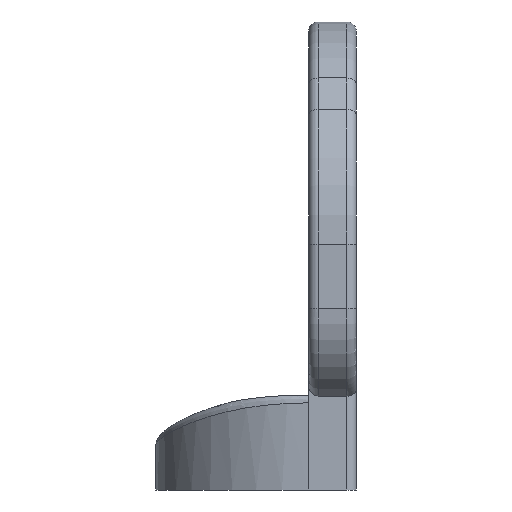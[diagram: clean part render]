
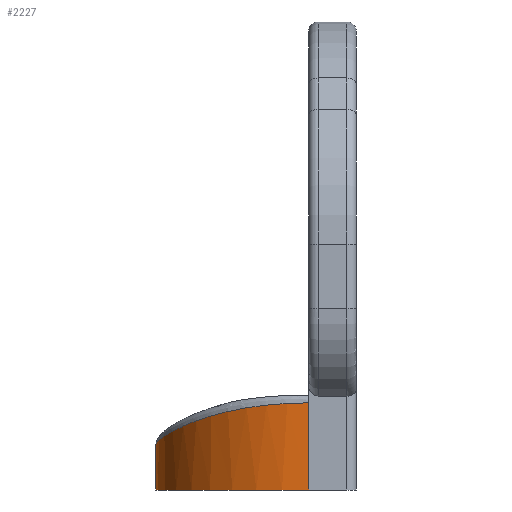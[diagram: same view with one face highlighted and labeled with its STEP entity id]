
A CAD part, left-side view. The second image highlights one B-rep face of the part: STEP entity #2227.
In plain terms, the highlighted cylindrical face has radius 16 mm (diameter 32 mm), a partial arc.
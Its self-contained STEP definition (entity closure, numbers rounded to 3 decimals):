
#131 = CARTESIAN_POINT ( 'NONE',  ( 8.183, 13.086, -40.696 ) ) ;
#161 = CARTESIAN_POINT ( 'NONE',  ( 13.989, 18.888, -42.647 ) ) ;
#201 = CARTESIAN_POINT ( 'NONE',  ( 6.107, 7.139, -39.917 ) ) ;
#206 = DIRECTION ( 'NONE',  ( 1., 0., 0. ) ) ;
#570 = DIRECTION ( 'NONE',  ( -1., 0., 0. ) ) ;
#659 = CARTESIAN_POINT ( 'NONE',  ( 20.94, 20.974, -44.209 ) ) ;
#660 = EDGE_CURVE ( 'NONE', #1279, #836, #2560, .T. ) ;
#734 = ORIENTED_EDGE ( 'NONE', *, *, #870, .T. ) ;
#831 = LINE ( 'NONE', #2067, #1281 ) ;
#836 = VERTEX_POINT ( 'NONE', #3118 ) ;
#870 = EDGE_CURVE ( 'NONE', #1279, #2089, #831, .T. ) ;
#894 = CARTESIAN_POINT ( 'NONE',  ( 19.367, 20.791, -43.928 ) ) ;
#899 = ORIENTED_EDGE ( 'NONE', *, *, #660, .F. ) ;
#947 = CARTESIAN_POINT ( 'NONE',  ( 12.701, 18.031, -42.26 ) ) ;
#1035 = VERTEX_POINT ( 'NONE', #1651 ) ;
#1158 = CARTESIAN_POINT ( 'NONE',  ( 6.848, 10.245, -40.195 ) ) ;
#1175 = CARTESIAN_POINT ( 'NONE',  ( 14.896, 19.374, -42.9 ) ) ;
#1192 = CARTESIAN_POINT ( 'NONE',  ( 16.828, 20.15, -43.383 ) ) ;
#1279 = VERTEX_POINT ( 'NONE', #1582 ) ;
#1281 = VECTOR ( 'NONE', #3087, 1000. ) ;
#1327 = AXIS2_PLACEMENT_3D ( 'NONE', #2880, #2367, #570 ) ;
#1388 = CARTESIAN_POINT ( 'NONE',  ( 12.283, 17.722, -42.13 ) ) ;
#1407 = CARTESIAN_POINT ( 'NONE',  ( 7.457, 11.692, -40.423 ) ) ;
#1411 = FACE_OUTER_BOUND ( 'NONE', #2278, .T. ) ;
#1422 = CARTESIAN_POINT ( 'NONE',  ( 16.334, 19.972, -43.264 ) ) ;
#1440 = CARTESIAN_POINT ( 'NONE',  ( 6., 6.075, -39.877 ) ) ;
#1582 = CARTESIAN_POINT ( 'NONE',  ( 6., 5., -49. ) ) ;
#1651 = CARTESIAN_POINT ( 'NONE',  ( 22., 21., -44.372 ) ) ;
#1752 = LINE ( 'NONE', #2260, #2144 ) ;
#1899 = CARTESIAN_POINT ( 'NONE',  ( 9.337, 14.835, -41.128 ) ) ;
#1976 = ORIENTED_EDGE ( 'NONE', *, *, #2610, .T. ) ;
#2067 = CARTESIAN_POINT ( 'NONE',  ( 6., 5., 0. ) ) ;
#2087 = B_SPLINE_CURVE_WITH_KNOTS ( 'NONE', 3,
 ( #2153, #1440, #201, #2948, #1158, #1407, #3181, #131, #3232, #1899, #2221, #2410, #2462, #1388, #947, #161, #1175, #1422, #1192, #2928, #2728, #894, #2427, #659, #2692, #2189 ),
 .UNSPECIFIED., .F., .F.,
 ( 4, 2, 2, 2, 2, 2, 2, 2, 2, 2, 2, 2, 4 ),
 ( 0., 0.003, 0.006, 0.008, 0.01, 0.013, 0.014, 0.016, 0.019, 0.021, 0.022, 0.024, 0.026 ),
 .UNSPECIFIED. ) ;
#2089 = VERTEX_POINT ( 'NONE', #2381 ) ;
#2094 = ORIENTED_EDGE ( 'NONE', *, *, #2784, .F. ) ;
#2144 = VECTOR ( 'NONE', #2760, 1000. ) ;
#2153 = CARTESIAN_POINT ( 'NONE',  ( 6., 5., -39.877 ) ) ;
#2189 = CARTESIAN_POINT ( 'NONE',  ( 22., 21., -44.372 ) ) ;
#2221 = CARTESIAN_POINT ( 'NONE',  ( 9.996, 15.628, -41.368 ) ) ;
#2227 = ADVANCED_FACE ( 'NONE', ( #1411 ), #2697, .T. ) ;
#2260 = CARTESIAN_POINT ( 'NONE',  ( 22., 21., -44. ) ) ;
#2278 = EDGE_LOOP ( 'NONE', ( #734, #1976, #2094, #899 ) ) ;
#2367 = DIRECTION ( 'NONE',  ( 0., 0., -1. ) ) ;
#2381 = CARTESIAN_POINT ( 'NONE',  ( 6., 5., -39.877 ) ) ;
#2410 = CARTESIAN_POINT ( 'NONE',  ( 11.093, 16.718, -41.743 ) ) ;
#2427 = CARTESIAN_POINT ( 'NONE',  ( 19.89, 20.869, -44.026 ) ) ;
#2430 = CARTESIAN_POINT ( 'NONE',  ( 22., 5., -44. ) ) ;
#2447 = DIRECTION ( 'NONE',  ( 0., 0., 1. ) ) ;
#2462 = CARTESIAN_POINT ( 'NONE',  ( 11.477, 17.064, -41.871 ) ) ;
#2560 = CIRCLE ( 'NONE', #1327, 16. ) ;
#2610 = EDGE_CURVE ( 'NONE', #2089, #1035, #2087, .T. ) ;
#2692 = CARTESIAN_POINT ( 'NONE',  ( 21.469, 21., -44.294 ) ) ;
#2697 = CYLINDRICAL_SURFACE ( 'NONE', #3060, 16. ) ;
#2728 = CARTESIAN_POINT ( 'NONE',  ( 18.337, 20.584, -43.72 ) ) ;
#2760 = DIRECTION ( 'NONE',  ( 0., 0., 1. ) ) ;
#2784 = EDGE_CURVE ( 'NONE', #836, #1035, #1752, .T. ) ;
#2880 = CARTESIAN_POINT ( 'NONE',  ( 22., 5., -49. ) ) ;
#2928 = CARTESIAN_POINT ( 'NONE',  ( 17.829, 20.456, -43.611 ) ) ;
#2948 = CARTESIAN_POINT ( 'NONE',  ( 6.535, 9.24, -40.078 ) ) ;
#3060 = AXIS2_PLACEMENT_3D ( 'NONE', #2430, #2447, #206 ) ;
#3087 = DIRECTION ( 'NONE',  ( 0., 0., 1. ) ) ;
#3118 = CARTESIAN_POINT ( 'NONE',  ( 22., 21., -49. ) ) ;
#3181 = CARTESIAN_POINT ( 'NONE',  ( 7.684, 12.163, -40.508 ) ) ;
#3232 = CARTESIAN_POINT ( 'NONE',  ( 8.459, 13.538, -40.799 ) ) ;
